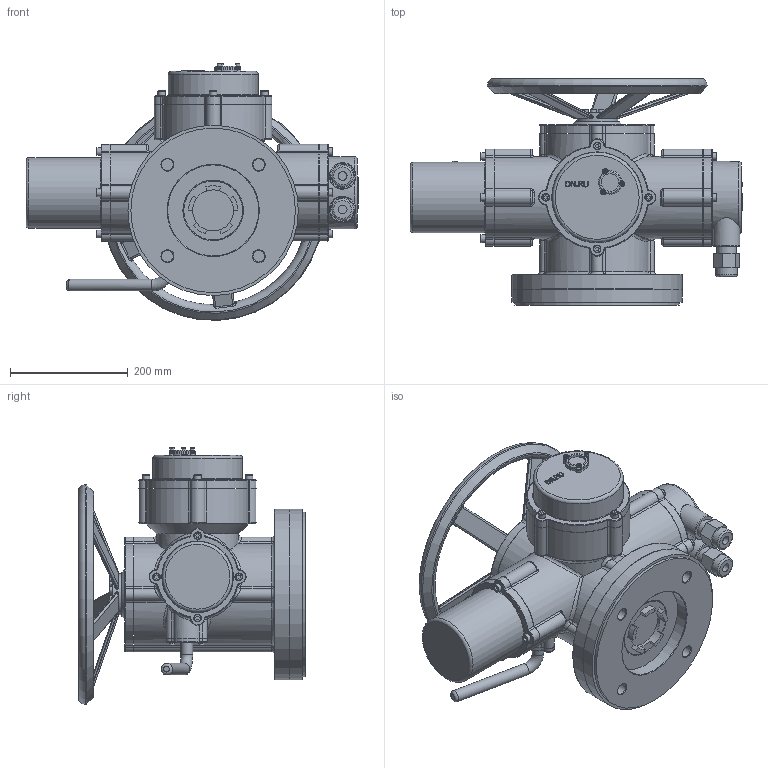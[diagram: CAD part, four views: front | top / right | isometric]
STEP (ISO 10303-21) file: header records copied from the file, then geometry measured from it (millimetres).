
FILE_DESCRIPTION(/* description */ (''),/* implementation_level */ '2;1');
FILE_NAME(/* name */ '045-060_3D_STEP.stp',/* time_stamp */ '2024-08-16T00:08:17+03:00',/* author */ ('igorr'),/* organization */ (''),/* preprocessor_version */ 'ST-DEVELOPER v20',/* originating_system */ 'Autodesk Inventor 2025',/* authorisation */ '');
FILE_SCHEMA (('AUTOMOTIVE_DESIGN { 1 0 10303 214 3 1 1 }'));
Length unit declared in the file: millimetre
Products named in the file (9): Сборка; Деталь1; Деталь2; Деталь3; AS 1420 - 1973 - M4 x 14; AS 1420 - 1973 - M8 x 45; AS 1420 - 1973 - M6 x 20; AS 1420 - 1973 - M8 x 40; AS 1420 - 1973 - M5 x 16
Assembly tree (26 placements, depth 2):
  Сборка
    Деталь1
    Деталь2
    Деталь3
    AS 1420 - 1973 - M4 x 14  x3
    AS 1420 - 1973 - M8 x 45  x4
    AS 1420 - 1973 - M6 x 20  x6
    AS 1420 - 1973 - M8 x 40  x8
    AS 1420 - 1973 - M5 x 16  x2
Bounding box: 565 x 385.46 x 436.81 mm (x, y, z)
Volume: 19437451.5 mm3; surface area: 1038128.6 mm2
Topology: 27 solids, 27 shells, 1094 faces, 2633 edges, 1666 vertices
Faces by surface type: plane 375, cylinder 317, torus 194, bspline 129, cone 63, sphere 16
Full cylindrical faces by diameter (mm): 1.253 x1, 4 x3, 5 x2, 6 x12, 6.943 x1, 7 x3, 8 x12, 8.5 x2, 10 x6, 13 x12, 15.156 x2, 20 x6, 21 x1, 29.514 x1, 30 x2, 32.793 x2, 34.732 x1, 35 x1, 36.509 x2, 39.848 x2, 40 x2, 45 x2, 70 x2, 86.846 x1, 90 x2, 100 x1, 101 x1, 120 x1, 123.227 x1, 126.439 x1
Entity records: 30521 total; most frequent: CARTESIAN_POINT 10431, DIRECTION 4024, ORIENTED_EDGE 3960, EDGE_CURVE 1980, AXIS2_PLACEMENT_3D 1695, VERTEX_POINT 1234, CIRCLE 952, EDGE_LOOP 918
